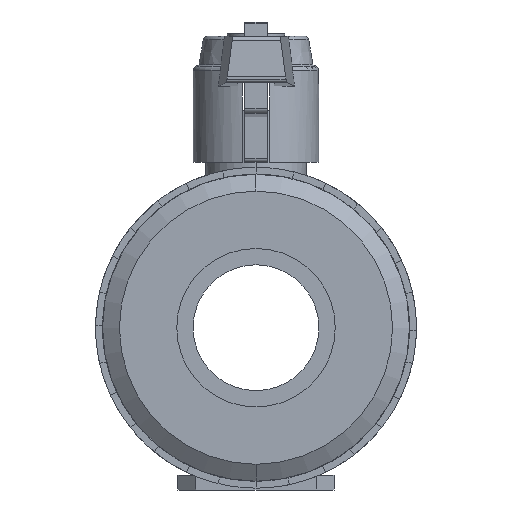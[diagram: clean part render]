
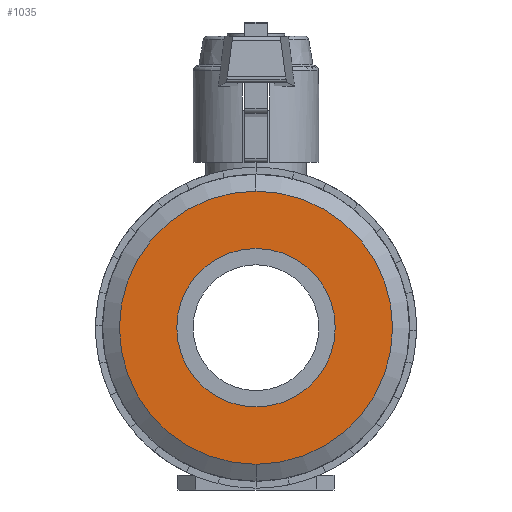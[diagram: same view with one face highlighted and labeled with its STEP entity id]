
A CAD part, left-side view. The second image highlights one B-rep face of the part: STEP entity #1035.
In plain terms, the highlighted planar face has unit normal (-1, 0, 0).
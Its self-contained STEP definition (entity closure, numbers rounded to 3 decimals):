
#1035=ADVANCED_FACE('',(#2085,#2086),#2087,.T.);
#2085=FACE_BOUND('',#3137,.T.);
#2086=FACE_OUTER_BOUND('',#3138,.T.);
#2087=PLANE('',#3139);
#3137=EDGE_LOOP('',(#6436,#6437));
#3138=EDGE_LOOP('',(#6438,#6439));
#3139=AXIS2_PLACEMENT_3D('',#6440,#6441,#6442);
#6436=ORIENTED_EDGE('',*,*,#6529,.F.);
#6437=ORIENTED_EDGE('',*,*,#7853,.F.);
#6438=ORIENTED_EDGE('',*,*,#6571,.F.);
#6439=ORIENTED_EDGE('',*,*,#7854,.F.);
#6440=CARTESIAN_POINT('',(-69.75,0.0,37.363));
#6441=DIRECTION('',(-1.0,0.0,0.0));
#6442=DIRECTION('',(0.0,0.0,1.0));
#6529=EDGE_CURVE('',#7867,#7870,#7871,.T.);
#6571=EDGE_CURVE('',#7948,#7951,#7952,.T.);
#7853=EDGE_CURVE('',#7870,#7867,#9850,.T.);
#7854=EDGE_CURVE('',#7951,#7948,#9851,.T.);
#7867=VERTEX_POINT('',#9864);
#7870=VERTEX_POINT('',#9868);
#7871=CIRCLE('',#9869,31.5);
#7948=VERTEX_POINT('',#9965);
#7951=VERTEX_POINT('',#9969);
#7952=CIRCLE('',#9970,54.275);
#9850=CIRCLE('',#13350,31.5);
#9851=CIRCLE('',#13351,54.275);
#9864=CARTESIAN_POINT('',(-69.75,0.0,33.0));
#9868=CARTESIAN_POINT('',(-69.75,0.,96.0));
#9869=AXIS2_PLACEMENT_3D('',#13364,#13365,#13366);
#9965=CARTESIAN_POINT('',(-69.75,0.0,10.225));
#9969=CARTESIAN_POINT('',(-69.75,0.,118.775));
#9970=AXIS2_PLACEMENT_3D('',#13441,#13442,#13443);
#13350=AXIS2_PLACEMENT_3D('',#14918,#14919,#14920);
#13351=AXIS2_PLACEMENT_3D('',#14921,#14922,#14923);
#13364=CARTESIAN_POINT('',(-69.75,0.0,64.5));
#13365=DIRECTION('',(-1.0,0.0,0.0));
#13366=DIRECTION('',(0.0,0.0,-1.0));
#13441=CARTESIAN_POINT('',(-69.75,0.0,64.5));
#13442=DIRECTION('',(1.0,0.0,0.0));
#13443=DIRECTION('',(0.0,0.0,-1.0));
#14918=CARTESIAN_POINT('',(-69.75,0.0,64.5));
#14919=DIRECTION('',(-1.0,0.0,0.0));
#14920=DIRECTION('',(0.0,0.0,-1.0));
#14921=CARTESIAN_POINT('',(-69.75,0.0,64.5));
#14922=DIRECTION('',(1.0,0.0,0.0));
#14923=DIRECTION('',(0.0,0.0,-1.0));
